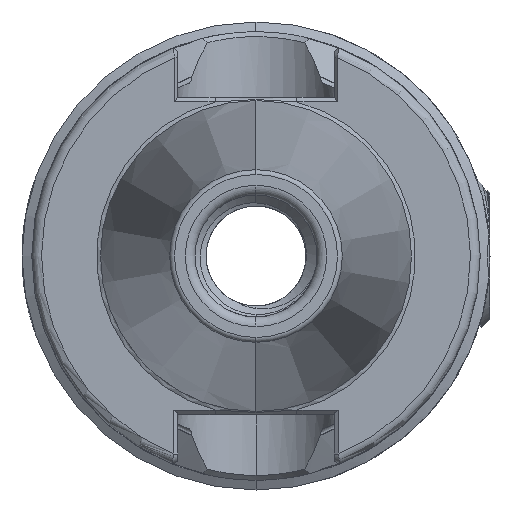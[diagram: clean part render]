
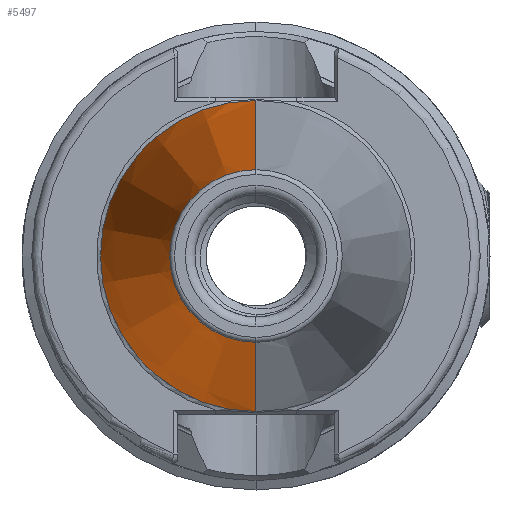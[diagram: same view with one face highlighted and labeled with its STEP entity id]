
A CAD part, left-side view. The second image highlights one B-rep face of the part: STEP entity #5497.
In plain terms, the highlighted conical face has half-angle 8.297 degrees and reference radius 15.948 mm.
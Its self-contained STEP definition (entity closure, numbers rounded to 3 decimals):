
#2621 = AXIS2_PLACEMENT_3D ( 'NONE', #9643, #9663, #9682 ) ;
#2633 = AXIS2_PLACEMENT_3D ( 'NONE', #9891, #9882, #9881 ) ;
#5497 = ADVANCED_FACE ( 'NONE', ( #12426 ), #12467, .T. ) ;
#6415 = VERTEX_POINT ( 'NONE', #16358 ) ;
#6422 = VERTEX_POINT ( 'NONE', #16367 ) ;
#6427 = VERTEX_POINT ( 'NONE', #16371 ) ;
#6428 = VERTEX_POINT ( 'NONE', #16372 ) ;
#6463 = EDGE_LOOP ( 'NONE', ( #13060, #13044, #13019, #13079 ) ) ;
#8477 = CARTESIAN_POINT ( 'NONE',  ( -1.5, 0., 0. ) ) ;
#8478 = DIRECTION ( 'NONE',  ( 1., 0., 0. ) ) ;
#8479 = DIRECTION ( 'NONE',  ( 0., 0., -1. ) ) ;
#9384 = CARTESIAN_POINT ( 'NONE',  ( -1.5, 0., -15.948 ) ) ;
#9388 = DIRECTION ( 'NONE',  ( 0.99, 0., -0.144 ) ) ;
#9512 = DIRECTION ( 'NONE',  ( 0.99, 0., 0.144 ) ) ;
#9531 = CARTESIAN_POINT ( 'NONE',  ( -1.5, 0., 15.948 ) ) ;
#9643 = CARTESIAN_POINT ( 'NONE',  ( -50.172, 0., 0. ) ) ;
#9663 = DIRECTION ( 'NONE',  ( 1., 0., 0. ) ) ;
#9682 = DIRECTION ( 'NONE',  ( 0., 0., -1. ) ) ;
#9881 = DIRECTION ( 'NONE',  ( 0., 0., -1. ) ) ;
#9882 = DIRECTION ( 'NONE',  ( 1., 0., 0. ) ) ;
#9891 = CARTESIAN_POINT ( 'NONE',  ( -1.5, 0., 0. ) ) ;
#12328 = LINE ( 'NONE', #9384, #12350 ) ;
#12334 = VECTOR ( 'NONE', #9512, 1000. ) ;
#12346 = LINE ( 'NONE', #9531, #12334 ) ;
#12350 = VECTOR ( 'NONE', #9388, 1000. ) ;
#12358 = CIRCLE ( 'NONE', #2621, 8.85 ) ;
#12381 = CIRCLE ( 'NONE', #2633, 15.948 ) ;
#12426 = FACE_OUTER_BOUND ( 'NONE', #6463, .T. ) ;
#12467 = CONICAL_SURFACE ( 'NONE', #15302, 15.948, 0.145 ) ;
#13019 = ORIENTED_EDGE ( 'NONE', *, *, #15782, .F. ) ;
#13044 = ORIENTED_EDGE ( 'NONE', *, *, #15745, .T. ) ;
#13060 = ORIENTED_EDGE ( 'NONE', *, *, #15765, .T. ) ;
#13079 = ORIENTED_EDGE ( 'NONE', *, *, #15727, .F. ) ;
#15302 = AXIS2_PLACEMENT_3D ( 'NONE', #8477, #8478, #8479 ) ;
#15727 = EDGE_CURVE ( 'NONE', #6422, #6427, #12328, .T. ) ;
#15745 = EDGE_CURVE ( 'NONE', #6428, #6415, #12346, .T. ) ;
#15765 = EDGE_CURVE ( 'NONE', #6422, #6428, #12358, .T. ) ;
#15782 = EDGE_CURVE ( 'NONE', #6427, #6415, #12381, .T. ) ;
#16358 = CARTESIAN_POINT ( 'NONE',  ( -1.5, 0., 15.948 ) ) ;
#16367 = CARTESIAN_POINT ( 'NONE',  ( -50.172, 0., -8.85 ) ) ;
#16371 = CARTESIAN_POINT ( 'NONE',  ( -1.5, 0., -15.948 ) ) ;
#16372 = CARTESIAN_POINT ( 'NONE',  ( -50.172, 0., 8.85 ) ) ;
